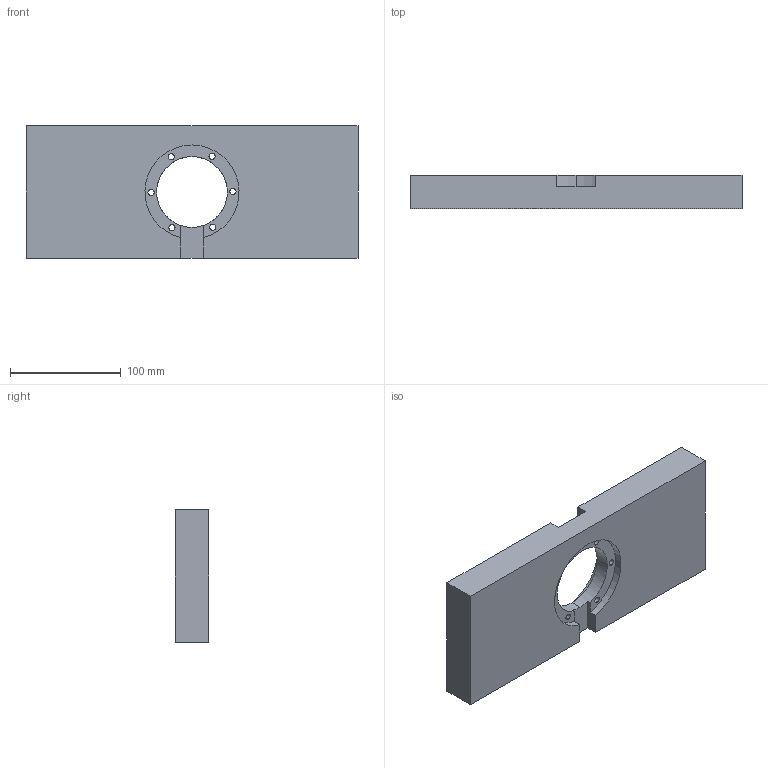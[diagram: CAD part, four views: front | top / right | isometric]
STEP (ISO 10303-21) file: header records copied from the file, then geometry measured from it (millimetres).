
FILE_DESCRIPTION (( 'STEP AP214' ), '1' );
FILE_NAME ('tfsensor_base_thick.STEP', '2025-10-16T05:36:41', ( '' ), ( '' ), 'SwSTEP 2.0', 'SolidWorks 2024', '' );
FILE_SCHEMA (( 'AUTOMOTIVE_DESIGN' ));
Length unit declared in the file: millimetre
Products named in the file (1): tfsensor_base_thick
Bounding box: 300 x 30 x 120 mm (x, y, z)
Volume: 927854.9 mm3; surface area: 98768.5 mm2
Topology: 1 solids, 1 shells, 30 faces, 87 edges, 58 vertices
Faces by surface type: cylinder 17, plane 13
Entity records: 1058 total; most frequent: DIRECTION 185, CARTESIAN_POINT 176, ORIENTED_EDGE 174, EDGE_CURVE 87, AXIS2_PLACEMENT_3D 67, VERTEX_POINT 58, VECTOR 51, LINE 51
